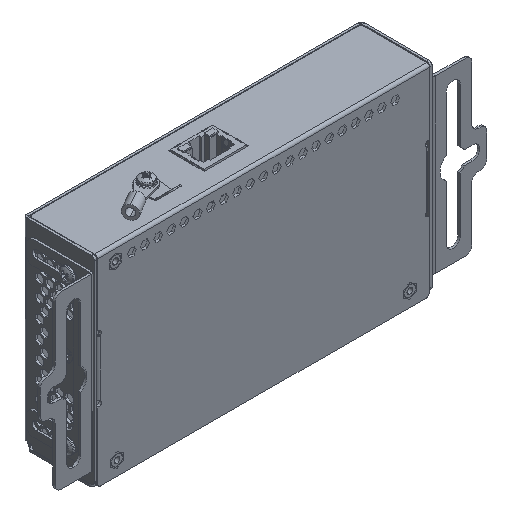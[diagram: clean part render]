
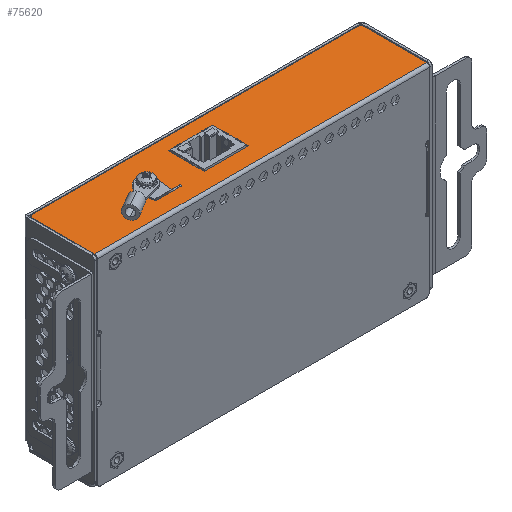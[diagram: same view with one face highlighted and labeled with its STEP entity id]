
A CAD part, isometric view. The second image highlights one B-rep face of the part: STEP entity #75620.
In plain terms, the highlighted face is planar.
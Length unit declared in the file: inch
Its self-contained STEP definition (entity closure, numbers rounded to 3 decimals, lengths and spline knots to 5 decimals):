
#4574 = CIRCLE ( 'NONE', #4582, 0.0295 ) ;
#4582 = AXIS2_PLACEMENT_3D ( 'NONE', #34253, #34255, #34257 ) ;
#6400 = EDGE_LOOP ( 'NONE', ( #13566, #13567, #13568, #13569 ) ) ;
#6462 = EDGE_LOOP ( 'NONE', ( #13558, #13559, #13560, #13561, #13562, #13563 ) ) ;
#6496 = EDGE_LOOP ( 'NONE', ( #13564, #13565 ) ) ;
#6684 = VERTEX_POINT ( 'NONE', #49036 ) ;
#6717 = VERTEX_POINT ( 'NONE', #49091 ) ;
#6727 = VERTEX_POINT ( 'NONE', #49111 ) ;
#6735 = VERTEX_POINT ( 'NONE', #49127 ) ;
#6826 = VERTEX_POINT ( 'NONE', #49286 ) ;
#6835 = VERTEX_POINT ( 'NONE', #49300 ) ;
#6864 = VERTEX_POINT ( 'NONE', #49346 ) ;
#6919 = VERTEX_POINT ( 'NONE', #49432 ) ;
#6956 = VERTEX_POINT ( 'NONE', #49493 ) ;
#7040 = VERTEX_POINT ( 'NONE', #49625 ) ;
#9628 = FACE_OUTER_BOUND ( 'NONE', #6462, .T. ) ;
#9633 = DIRECTION ( 'NONE',  ( 0., 0., -1. ) ) ;
#9667 = CARTESIAN_POINT ( 'NONE',  ( 2.471, 2.943, -1.498 ) ) ;
#9668 = FACE_BOUND ( 'NONE', #6496, .T. ) ;
#9671 = FACE_BOUND ( 'NONE', #6400, .T. ) ;
#9672 = PLANE ( 'NONE',  #79314 ) ;
#9673 = DIRECTION ( 'NONE',  ( 0., 1., 0. ) ) ;
#13558 = ORIENTED_EDGE ( 'NONE', *, *, #78232, .F. ) ;
#13559 = ORIENTED_EDGE ( 'NONE', *, *, #78260, .T. ) ;
#13560 = ORIENTED_EDGE ( 'NONE', *, *, #78233, .T. ) ;
#13561 = ORIENTED_EDGE ( 'NONE', *, *, #78237, .T. ) ;
#13562 = ORIENTED_EDGE ( 'NONE', *, *, #78240, .T. ) ;
#13563 = ORIENTED_EDGE ( 'NONE', *, *, #78259, .T. ) ;
#13564 = ORIENTED_EDGE ( 'NONE', *, *, #78244, .F. ) ;
#13565 = ORIENTED_EDGE ( 'NONE', *, *, #77721, .F. ) ;
#13566 = ORIENTED_EDGE ( 'NONE', *, *, #78252, .F. ) ;
#13567 = ORIENTED_EDGE ( 'NONE', *, *, #78255, .F. ) ;
#13568 = ORIENTED_EDGE ( 'NONE', *, *, #78245, .F. ) ;
#13569 = ORIENTED_EDGE ( 'NONE', *, *, #78249, .F. ) ;
#34253 = CARTESIAN_POINT ( 'NONE',  ( -1.23321, -0.54225, -1.498 ) ) ;
#34255 = DIRECTION ( 'NONE',  ( 0., 0., -1. ) ) ;
#34257 = DIRECTION ( 'NONE',  ( 0., 1., 0. ) ) ;
#40888 = VERTEX_POINT ( 'NONE', #54275 ) ;
#40968 = VERTEX_POINT ( 'NONE', #54409 ) ;
#49036 = CARTESIAN_POINT ( 'NONE',  ( -2.521, -0.991, -1.498 ) ) ;
#49091 = CARTESIAN_POINT ( 'NONE',  ( -2.521, -0.042, -1.498 ) ) ;
#49111 = CARTESIAN_POINT ( 'NONE',  ( 2.521, -0.042, -1.498 ) ) ;
#49127 = CARTESIAN_POINT ( 'NONE',  ( -2.471, -1.041, -1.498 ) ) ;
#49286 = CARTESIAN_POINT ( 'NONE',  ( 2.521, -0.991, -1.498 ) ) ;
#49300 = CARTESIAN_POINT ( 'NONE',  ( -0.60035, -0.8425, -1.498 ) ) ;
#49346 = CARTESIAN_POINT ( 'NONE',  ( -0.60035, -0.302, -1.498 ) ) ;
#49432 = CARTESIAN_POINT ( 'NONE',  ( 2.471, -1.041, -1.498 ) ) ;
#49493 = CARTESIAN_POINT ( 'NONE',  ( 0.06925, -0.8425, -1.498 ) ) ;
#49625 = CARTESIAN_POINT ( 'NONE',  ( 0.06925, -0.302, -1.498 ) ) ;
#54275 = CARTESIAN_POINT ( 'NONE',  ( -1.23321, -0.57175, -1.498 ) ) ;
#54409 = CARTESIAN_POINT ( 'NONE',  ( -1.23321, -0.51275, -1.498 ) ) ;
#58081 = LINE ( 'NONE', #58096, #83348 ) ;
#58096 = CARTESIAN_POINT ( 'NONE',  ( 2.471, -0.042, -1.498 ) ) ;
#58103 = DIRECTION ( 'NONE',  ( -1., 0., 0. ) ) ;
#58111 = CARTESIAN_POINT ( 'NONE',  ( 2.471, -0.991, -1.498 ) ) ;
#58113 = DIRECTION ( 'NONE',  ( 0., 0., -1. ) ) ;
#58116 = DIRECTION ( 'NONE',  ( 0., 1., 0. ) ) ;
#58147 = LINE ( 'NONE', #58151, #83360 ) ;
#58151 = CARTESIAN_POINT ( 'NONE',  ( 2.471, -1.041, -1.498 ) ) ;
#58153 = DIRECTION ( 'NONE',  ( -1., 0., 0. ) ) ;
#58181 = CARTESIAN_POINT ( 'NONE',  ( -2.471, -0.991, -1.498 ) ) ;
#58184 = DIRECTION ( 'NONE',  ( 0., 0., -1. ) ) ;
#58187 = DIRECTION ( 'NONE',  ( 0., 1., 0. ) ) ;
#58208 = LINE ( 'NONE', #58212, #83371 ) ;
#58212 = CARTESIAN_POINT ( 'NONE',  ( 0.06925, -0.302, -1.498 ) ) ;
#58228 = CARTESIAN_POINT ( 'NONE',  ( -1.23321, -0.54225, -1.498 ) ) ;
#58231 = DIRECTION ( 'NONE',  ( 0., 0., -1. ) ) ;
#58234 = DIRECTION ( 'NONE',  ( 0., 1., 0. ) ) ;
#58238 = DIRECTION ( 'NONE',  ( 0., -1., 0. ) ) ;
#58270 = LINE ( 'NONE', #58276, #83376 ) ;
#58273 = LINE ( 'NONE', #58365, #83380 ) ;
#58276 = CARTESIAN_POINT ( 'NONE',  ( -0.60035, -0.302, -1.498 ) ) ;
#58279 = DIRECTION ( 'NONE',  ( 1., 0., 0. ) ) ;
#58298 = LINE ( 'NONE', #58304, #83379 ) ;
#58304 = CARTESIAN_POINT ( 'NONE',  ( -0.60035, -0.8425, -1.498 ) ) ;
#58307 = DIRECTION ( 'NONE',  ( 0., 1., 0. ) ) ;
#58328 = LINE ( 'NONE', #58332, #83382 ) ;
#58332 = CARTESIAN_POINT ( 'NONE',  ( 0.06925, -0.8425, -1.498 ) ) ;
#58335 = DIRECTION ( 'NONE',  ( -1., 0., 0. ) ) ;
#58365 = CARTESIAN_POINT ( 'NONE',  ( -2.521, -0.991, -1.498 ) ) ;
#58371 = DIRECTION ( 'NONE',  ( 0., 1., 0. ) ) ;
#58374 = LINE ( 'NONE', #58379, #83387 ) ;
#58379 = CARTESIAN_POINT ( 'NONE',  ( 2.521, 0.9265, -1.498 ) ) ;
#58382 = DIRECTION ( 'NONE',  ( 0., -1., 0. ) ) ;
#75620 = ADVANCED_FACE ( 'NONE', ( #9628, #9668, #9671 ), #9672, .T. ) ;
#77721 = EDGE_CURVE ( 'NONE', #40888, #40968, #4574, .T. ) ;
#78232 = EDGE_CURVE ( 'NONE', #6727, #6717, #58081, .T. ) ;
#78233 = EDGE_CURVE ( 'NONE', #6826, #6919, #83353, .T. ) ;
#78237 = EDGE_CURVE ( 'NONE', #6919, #6735, #58147, .T. ) ;
#78240 = EDGE_CURVE ( 'NONE', #6735, #6684, #83363, .T. ) ;
#78244 = EDGE_CURVE ( 'NONE', #40968, #40888, #83369, .T. ) ;
#78245 = EDGE_CURVE ( 'NONE', #7040, #6956, #58208, .T. ) ;
#78249 = EDGE_CURVE ( 'NONE', #6864, #7040, #58270, .T. ) ;
#78252 = EDGE_CURVE ( 'NONE', #6835, #6864, #58298, .T. ) ;
#78255 = EDGE_CURVE ( 'NONE', #6956, #6835, #58328, .T. ) ;
#78259 = EDGE_CURVE ( 'NONE', #6684, #6717, #58273, .T. ) ;
#78260 = EDGE_CURVE ( 'NONE', #6727, #6826, #58374, .T. ) ;
#79314 = AXIS2_PLACEMENT_3D ( 'NONE', #9667, #9633, #9673 ) ;
#83348 = VECTOR ( 'NONE', #58103, 39.37008 ) ;
#83353 = CIRCLE ( 'NONE', #83356, 0.05 ) ;
#83356 = AXIS2_PLACEMENT_3D ( 'NONE', #58111, #58113, #58116 ) ;
#83360 = VECTOR ( 'NONE', #58153, 39.37008 ) ;
#83363 = CIRCLE ( 'NONE', #83365, 0.05 ) ;
#83365 = AXIS2_PLACEMENT_3D ( 'NONE', #58181, #58184, #58187 ) ;
#83369 = CIRCLE ( 'NONE', #83372, 0.0295 ) ;
#83371 = VECTOR ( 'NONE', #58238, 39.37008 ) ;
#83372 = AXIS2_PLACEMENT_3D ( 'NONE', #58228, #58231, #58234 ) ;
#83376 = VECTOR ( 'NONE', #58279, 39.37008 ) ;
#83379 = VECTOR ( 'NONE', #58307, 39.37008 ) ;
#83380 = VECTOR ( 'NONE', #58371, 39.37008 ) ;
#83382 = VECTOR ( 'NONE', #58335, 39.37008 ) ;
#83387 = VECTOR ( 'NONE', #58382, 39.37008 ) ;
